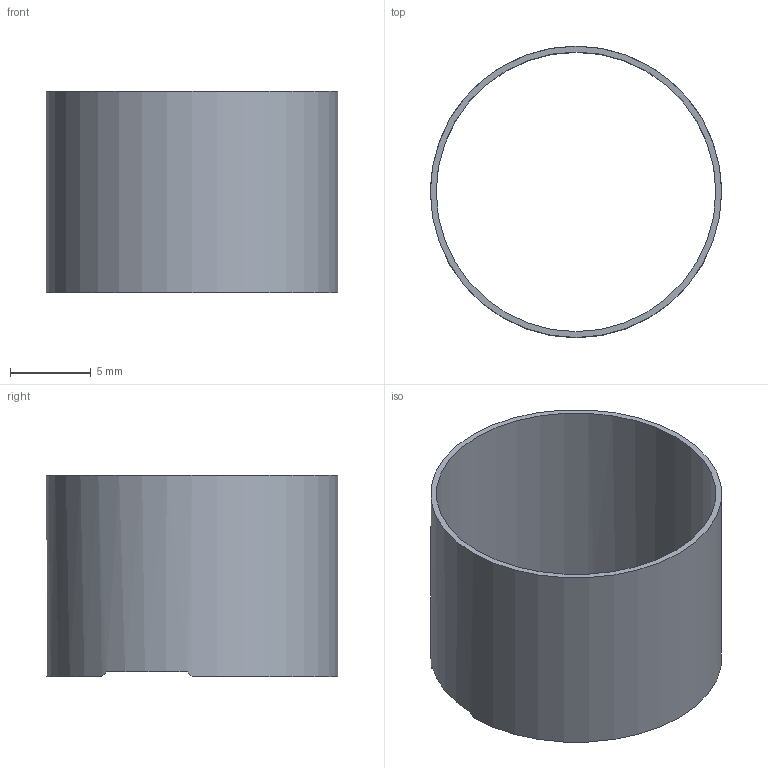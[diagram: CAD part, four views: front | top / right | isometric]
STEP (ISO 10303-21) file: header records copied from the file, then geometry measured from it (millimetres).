
FILE_DESCRIPTION(/* description */ (''),/* implementation_level */ '2;1');
FILE_NAME(/* name */ 'crud ring with grooves v1.step',/* time_stamp */ '2018-03-08T12:21:00-05:00',/* author */ ('mc78MSAS'),/* organization */ (''),/* preprocessor_version */ 'ST-DEVELOPER v16.13',/* originating_system */ 'Autodesk Translation Framework v6.5.0.72',/* authorisation */ '');
FILE_SCHEMA (('AUTOMOTIVE_DESIGN { 1 0 10303 214 3 1 1 }'));
Length unit declared in the file: millimetre
Products named in the file (1): crud ring with grooves
Bounding box: 18.08 x 18.08 x 12.5 mm (x, y, z)
Volume: 252.7 mm3; surface area: 1425.3 mm2
Topology: 1 solids, 1 shells, 11 faces, 28 edges, 18 vertices
Faces by surface type: plane 9, cylinder 2
Full cylindrical faces by diameter (mm): 17.35 x1, 18.08 x1
Entity records: 381 total; most frequent: DIRECTION 70, CARTESIAN_POINT 58, ORIENTED_EDGE 56, AXIS2_PLACEMENT_3D 30, EDGE_CURVE 28, VERTEX_POINT 18, EDGE_LOOP 12, FACE_OUTER_BOUND 11
